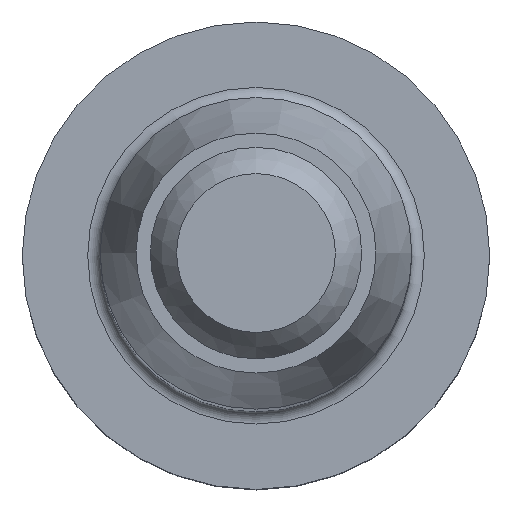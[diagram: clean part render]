
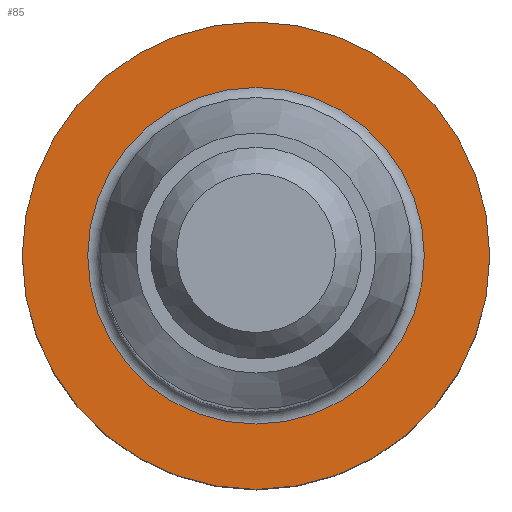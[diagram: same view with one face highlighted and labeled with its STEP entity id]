
A CAD part, top view. The second image highlights one B-rep face of the part: STEP entity #85.
In plain terms, the highlighted planar face has unit normal (0, 0, 1).
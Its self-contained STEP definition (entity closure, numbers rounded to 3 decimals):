
#85 = ADVANCED_FACE( '', ( #175, #176 ), #177, .F. );
#175 = FACE_BOUND( '', #261, .T. );
#176 = FACE_OUTER_BOUND( '', #262, .T. );
#177 = PLANE( '', #263 );
#261 = EDGE_LOOP( '', ( #421 ) );
#262 = EDGE_LOOP( '', ( #422 ) );
#263 = AXIS2_PLACEMENT_3D( '', #423, #424, #425 );
#421 = ORIENTED_EDGE( '', *, *, #483, .T. );
#422 = ORIENTED_EDGE( '', *, *, #463, .F. );
#423 = CARTESIAN_POINT( '', ( 0., 0., 0. ) );
#424 = DIRECTION( '', ( 0., 0., -1. ) );
#425 = DIRECTION( '', ( -1., 0., 0. ) );
#463 = EDGE_CURVE( '', #537, #537, #538, .T. );
#483 = EDGE_CURVE( '', #563, #563, #564, .T. );
#537 = VERTEX_POINT( '', #632 );
#538 = CIRCLE( '', #633, 15. );
#563 = VERTEX_POINT( '', #667 );
#564 = CIRCLE( '', #668, 10.8 );
#632 = CARTESIAN_POINT( '', ( 15., 0., 0. ) );
#633 = AXIS2_PLACEMENT_3D( '', #735, #736, #737 );
#667 = CARTESIAN_POINT( '', ( -10.8, 0., 0. ) );
#668 = AXIS2_PLACEMENT_3D( '', #756, #757, #758 );
#735 = CARTESIAN_POINT( '', ( 0., 0., 0. ) );
#736 = DIRECTION( '', ( 0., 0., -1. ) );
#737 = DIRECTION( '', ( 1., 0., 0. ) );
#756 = CARTESIAN_POINT( '', ( 0., 0., 0. ) );
#757 = DIRECTION( '', ( 0., 0., -1. ) );
#758 = DIRECTION( '', ( -1., 0., 0. ) );
